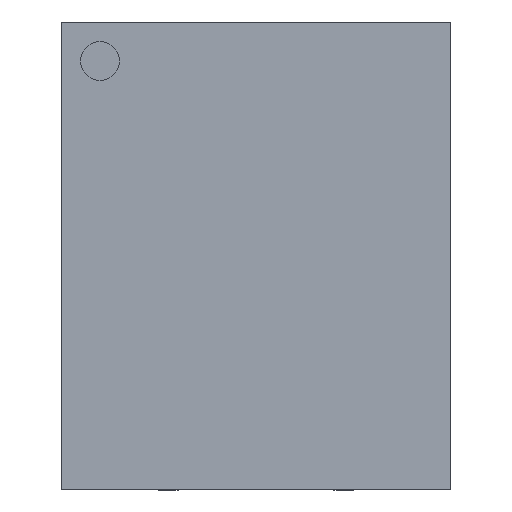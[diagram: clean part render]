
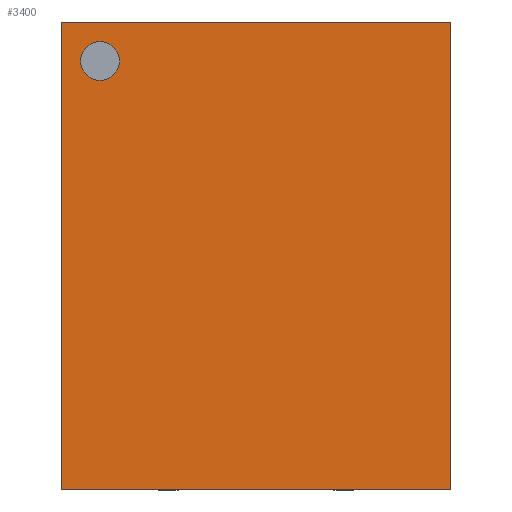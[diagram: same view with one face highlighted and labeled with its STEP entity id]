
A CAD part, top view. The second image highlights one B-rep face of the part: STEP entity #3400.
In plain terms, the highlighted planar face has unit normal (0, 0, 1).
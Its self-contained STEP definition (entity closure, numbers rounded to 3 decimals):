
#42=FACE_BOUND('',#433,.T.);
#44=CIRCLE('',#5057,0.25);
#161=FACE_OUTER_BOUND('',#432,.T.);
#432=EDGE_LOOP('',(#2363,#2364,#2365,#2366));
#433=EDGE_LOOP('',(#2367));
#765=VERTEX_POINT('',#6948);
#766=VERTEX_POINT('',#6950);
#769=VERTEX_POINT('',#6977);
#770=VERTEX_POINT('',#6979);
#813=VERTEX_POINT('',#7111);
#1274=EDGE_CURVE('',#766,#765,#3863,.T.);
#1298=EDGE_CURVE('',#770,#769,#3887,.T.);
#1334=EDGE_CURVE('',#765,#770,#3923,.T.);
#1365=EDGE_CURVE('',#813,#813,#44,.T.);
#1367=EDGE_CURVE('',#769,#766,#3954,.T.);
#2363=ORIENTED_EDGE('',*,*,#1367,.T.);
#2364=ORIENTED_EDGE('',*,*,#1274,.T.);
#2365=ORIENTED_EDGE('',*,*,#1334,.T.);
#2366=ORIENTED_EDGE('',*,*,#1298,.T.);
#2367=ORIENTED_EDGE('',*,*,#1365,.T.);
#3130=PLANE('',#5061);
#3400=ADVANCED_FACE('',(#161,#42),#3130,.T.);
#3863=LINE('',#6951,#4527);
#3887=LINE('',#6980,#4551);
#3923=LINE('',#7049,#4587);
#3954=LINE('',#7116,#4618);
#4527=VECTOR('',#5644,6.);
#4551=VECTOR('',#5670,6.);
#4587=VECTOR('',#5712,5.);
#4618=VECTOR('',#5789,5.);
#5057=AXIS2_PLACEMENT_3D('',#7112,#5782,#5783);
#5061=AXIS2_PLACEMENT_3D('',#7118,#5792,#5793);
#5644=DIRECTION('',(0.,-1.,0.));
#5670=DIRECTION('',(0.,1.,0.));
#5712=DIRECTION('',(1.,0.,0.));
#5782=DIRECTION('center_axis',(0.,0.,-1.));
#5783=DIRECTION('ref_axis',(-1.,0.,0.));
#5789=DIRECTION('',(-1.,0.,0.));
#5792=DIRECTION('center_axis',(0.,0.,1.));
#5793=DIRECTION('ref_axis',(1.,0.,0.));
#6948=CARTESIAN_POINT('',(-2.5,-3.,1.5));
#6950=CARTESIAN_POINT('',(-2.5,3.,1.5));
#6951=CARTESIAN_POINT('',(-2.5,-3.,1.5));
#6977=CARTESIAN_POINT('',(2.5,3.,1.5));
#6979=CARTESIAN_POINT('',(2.5,-3.,1.5));
#6980=CARTESIAN_POINT('',(2.5,3.,1.5));
#7049=CARTESIAN_POINT('',(2.5,-3.,1.5));
#7111=CARTESIAN_POINT('',(-1.75,2.5,1.5));
#7112=CARTESIAN_POINT('Origin',(-2.,2.5,1.5));
#7116=CARTESIAN_POINT('',(-2.5,3.,1.5));
#7118=CARTESIAN_POINT('Origin',(0.,0.,1.5));
